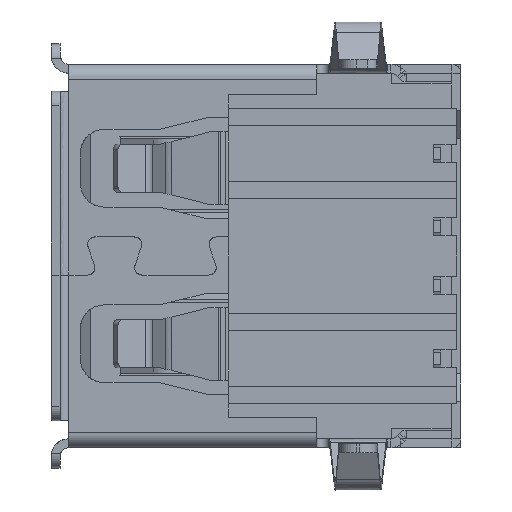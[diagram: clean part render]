
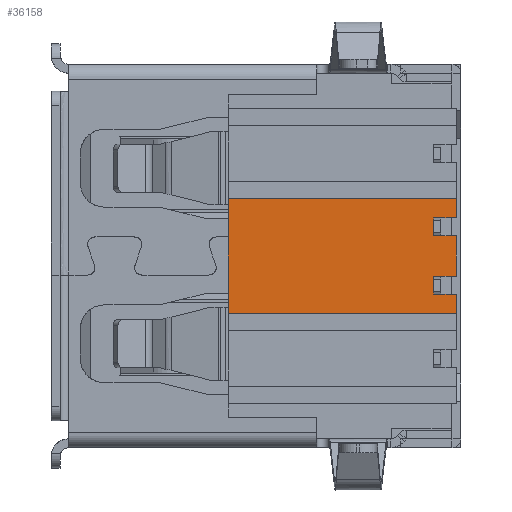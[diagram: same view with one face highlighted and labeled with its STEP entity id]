
A CAD part, front view. The second image highlights one B-rep face of the part: STEP entity #36158.
In plain terms, the highlighted planar face has unit normal (0, -1, 0).
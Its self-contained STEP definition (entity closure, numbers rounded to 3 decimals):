
#36037=AXIS2_PLACEMENT_3D('Plane Axis2P3D',#36034,#36035,#36036) ;
#35935=CARTESIAN_POINT('Vertex',(4.24,-6.1,5.55)) ;
#35970=CARTESIAN_POINT('Vertex',(4.24,-6.1,4.95)) ;
#36019=CARTESIAN_POINT('Vertex',(4.77,-6.1,5.55)) ;
#36022=CARTESIAN_POINT('Line Origine',(4.505,-6.1,5.55)) ;
#36034=CARTESIAN_POINT('Axis2P3D Location',(-3.03,-6.1,8.2)) ;
#36039=CARTESIAN_POINT('Line Origine',(3.99,-6.1,5.25)) ;
#36043=CARTESIAN_POINT('Vertex',(3.99,-6.1,4.95)) ;
#36045=CARTESIAN_POINT('Vertex',(3.99,-6.1,5.55)) ;
#36048=CARTESIAN_POINT('Line Origine',(4.115,-6.1,5.55)) ;
#36053=CARTESIAN_POINT('Line Origine',(4.77,-6.1,6.25)) ;
#36057=CARTESIAN_POINT('Vertex',(4.77,-6.1,6.95)) ;
#36060=CARTESIAN_POINT('Line Origine',(4.505,-6.1,6.95)) ;
#36064=CARTESIAN_POINT('Vertex',(4.24,-6.1,6.95)) ;
#36067=CARTESIAN_POINT('Line Origine',(4.115,-6.1,6.95)) ;
#36071=CARTESIAN_POINT('Vertex',(3.99,-6.1,6.95)) ;
#36074=CARTESIAN_POINT('Line Origine',(3.99,-6.1,7.25)) ;
#36078=CARTESIAN_POINT('Vertex',(3.99,-6.1,7.55)) ;
#36081=CARTESIAN_POINT('Line Origine',(4.115,-6.1,7.55)) ;
#36085=CARTESIAN_POINT('Vertex',(4.24,-6.1,7.55)) ;
#36088=CARTESIAN_POINT('Line Origine',(4.505,-6.1,7.55)) ;
#36092=CARTESIAN_POINT('Vertex',(4.77,-6.1,7.55)) ;
#36095=CARTESIAN_POINT('Line Origine',(4.77,-6.1,7.875)) ;
#36099=CARTESIAN_POINT('Vertex',(4.77,-6.1,8.2)) ;
#36102=CARTESIAN_POINT('Line Origine',(0.87,-6.1,8.2)) ;
#36106=CARTESIAN_POINT('Vertex',(-3.03,-6.1,8.2)) ;
#36109=CARTESIAN_POINT('Line Origine',(-3.03,-6.1,6.25)) ;
#36113=CARTESIAN_POINT('Vertex',(-3.03,-6.1,4.3)) ;
#36116=CARTESIAN_POINT('Line Origine',(0.87,-6.1,4.3)) ;
#36120=CARTESIAN_POINT('Vertex',(4.77,-6.1,4.3)) ;
#36123=CARTESIAN_POINT('Line Origine',(4.77,-6.1,4.625)) ;
#36127=CARTESIAN_POINT('Vertex',(4.77,-6.1,4.95)) ;
#36130=CARTESIAN_POINT('Line Origine',(4.505,-6.1,4.95)) ;
#36135=CARTESIAN_POINT('Line Origine',(4.115,-6.1,4.95)) ;
#36023=DIRECTION('Vector Direction',(1.,0.,0.)) ;
#36035=DIRECTION('Axis2P3D Direction',(0.,1.,-0.)) ;
#36036=DIRECTION('Axis2P3D XDirection',(1.,0.,0.)) ;
#36040=DIRECTION('Vector Direction',(0.,0.,1.)) ;
#36049=DIRECTION('Vector Direction',(1.,0.,0.)) ;
#36054=DIRECTION('Vector Direction',(0.,0.,1.)) ;
#36061=DIRECTION('Vector Direction',(-1.,0.,0.)) ;
#36068=DIRECTION('Vector Direction',(-1.,0.,0.)) ;
#36075=DIRECTION('Vector Direction',(0.,0.,-1.)) ;
#36082=DIRECTION('Vector Direction',(1.,0.,0.)) ;
#36089=DIRECTION('Vector Direction',(-1.,0.,0.)) ;
#36096=DIRECTION('Vector Direction',(0.,0.,-1.)) ;
#36103=DIRECTION('Vector Direction',(-1.,0.,0.)) ;
#36110=DIRECTION('Vector Direction',(0.,0.,1.)) ;
#36117=DIRECTION('Vector Direction',(1.,0.,0.)) ;
#36124=DIRECTION('Vector Direction',(0.,0.,1.)) ;
#36131=DIRECTION('Vector Direction',(-1.,0.,0.)) ;
#36136=DIRECTION('Vector Direction',(-1.,0.,0.)) ;
#36024=VECTOR('Line Direction',#36023,1.) ;
#36041=VECTOR('Line Direction',#36040,1.) ;
#36050=VECTOR('Line Direction',#36049,1.) ;
#36055=VECTOR('Line Direction',#36054,1.) ;
#36062=VECTOR('Line Direction',#36061,1.) ;
#36069=VECTOR('Line Direction',#36068,1.) ;
#36076=VECTOR('Line Direction',#36075,1.) ;
#36083=VECTOR('Line Direction',#36082,1.) ;
#36090=VECTOR('Line Direction',#36089,1.) ;
#36097=VECTOR('Line Direction',#36096,1.) ;
#36104=VECTOR('Line Direction',#36103,1.) ;
#36111=VECTOR('Line Direction',#36110,1.) ;
#36118=VECTOR('Line Direction',#36117,1.) ;
#36125=VECTOR('Line Direction',#36124,1.) ;
#36132=VECTOR('Line Direction',#36131,1.) ;
#36137=VECTOR('Line Direction',#36136,1.) ;
#36141=ORIENTED_EDGE('',*,*,#36047,.T.) ;
#36142=ORIENTED_EDGE('',*,*,#36052,.T.) ;
#36143=ORIENTED_EDGE('',*,*,#36026,.T.) ;
#36144=ORIENTED_EDGE('',*,*,#36059,.T.) ;
#36145=ORIENTED_EDGE('',*,*,#36066,.T.) ;
#36146=ORIENTED_EDGE('',*,*,#36073,.T.) ;
#36147=ORIENTED_EDGE('',*,*,#36080,.F.) ;
#36148=ORIENTED_EDGE('',*,*,#36087,.T.) ;
#36149=ORIENTED_EDGE('',*,*,#36094,.F.) ;
#36150=ORIENTED_EDGE('',*,*,#36101,.F.) ;
#36151=ORIENTED_EDGE('',*,*,#36108,.T.) ;
#36152=ORIENTED_EDGE('',*,*,#36115,.F.) ;
#36153=ORIENTED_EDGE('',*,*,#36122,.T.) ;
#36154=ORIENTED_EDGE('',*,*,#36129,.T.) ;
#36155=ORIENTED_EDGE('',*,*,#36134,.T.) ;
#36156=ORIENTED_EDGE('',*,*,#36139,.T.) ;
#36158=ADVANCED_FACE('main body',(#36157),#36038,.F.) ;
#36026=EDGE_CURVE('',#35936,#36020,#36025,.T.) ;
#36047=EDGE_CURVE('',#36044,#36046,#36042,.T.) ;
#36052=EDGE_CURVE('',#36046,#35936,#36051,.T.) ;
#36059=EDGE_CURVE('',#36020,#36058,#36056,.T.) ;
#36066=EDGE_CURVE('',#36058,#36065,#36063,.T.) ;
#36073=EDGE_CURVE('',#36065,#36072,#36070,.T.) ;
#36080=EDGE_CURVE('',#36079,#36072,#36077,.T.) ;
#36087=EDGE_CURVE('',#36079,#36086,#36084,.T.) ;
#36094=EDGE_CURVE('',#36093,#36086,#36091,.T.) ;
#36101=EDGE_CURVE('',#36100,#36093,#36098,.T.) ;
#36108=EDGE_CURVE('',#36100,#36107,#36105,.T.) ;
#36115=EDGE_CURVE('',#36114,#36107,#36112,.T.) ;
#36122=EDGE_CURVE('',#36114,#36121,#36119,.T.) ;
#36129=EDGE_CURVE('',#36121,#36128,#36126,.T.) ;
#36134=EDGE_CURVE('',#36128,#35971,#36133,.T.) ;
#36139=EDGE_CURVE('',#35971,#36044,#36138,.T.) ;
#36140=EDGE_LOOP('',(#36141,#36142,#36143,#36144,#36145,#36146,#36147,#36148,#36149,#36150,#36151,#36152,#36153,#36154,#36155,#36156)) ;
#36157=FACE_OUTER_BOUND('',#36140,.T.) ;
#36025=LINE('Line',#36022,#36024) ;
#36042=LINE('Line',#36039,#36041) ;
#36051=LINE('Line',#36048,#36050) ;
#36056=LINE('Line',#36053,#36055) ;
#36063=LINE('Line',#36060,#36062) ;
#36070=LINE('Line',#36067,#36069) ;
#36077=LINE('Line',#36074,#36076) ;
#36084=LINE('Line',#36081,#36083) ;
#36091=LINE('Line',#36088,#36090) ;
#36098=LINE('Line',#36095,#36097) ;
#36105=LINE('Line',#36102,#36104) ;
#36112=LINE('Line',#36109,#36111) ;
#36119=LINE('Line',#36116,#36118) ;
#36126=LINE('Line',#36123,#36125) ;
#36133=LINE('Line',#36130,#36132) ;
#36138=LINE('Line',#36135,#36137) ;
#36038=PLANE('',#36037) ;
#35936=VERTEX_POINT('',#35935) ;
#35971=VERTEX_POINT('',#35970) ;
#36020=VERTEX_POINT('',#36019) ;
#36044=VERTEX_POINT('',#36043) ;
#36046=VERTEX_POINT('',#36045) ;
#36058=VERTEX_POINT('',#36057) ;
#36065=VERTEX_POINT('',#36064) ;
#36072=VERTEX_POINT('',#36071) ;
#36079=VERTEX_POINT('',#36078) ;
#36086=VERTEX_POINT('',#36085) ;
#36093=VERTEX_POINT('',#36092) ;
#36100=VERTEX_POINT('',#36099) ;
#36107=VERTEX_POINT('',#36106) ;
#36114=VERTEX_POINT('',#36113) ;
#36121=VERTEX_POINT('',#36120) ;
#36128=VERTEX_POINT('',#36127) ;
